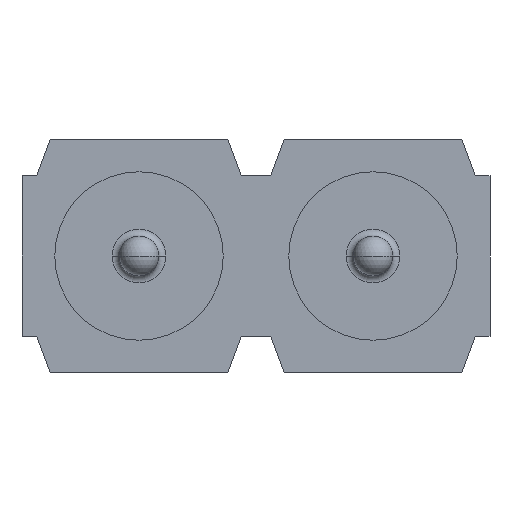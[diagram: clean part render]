
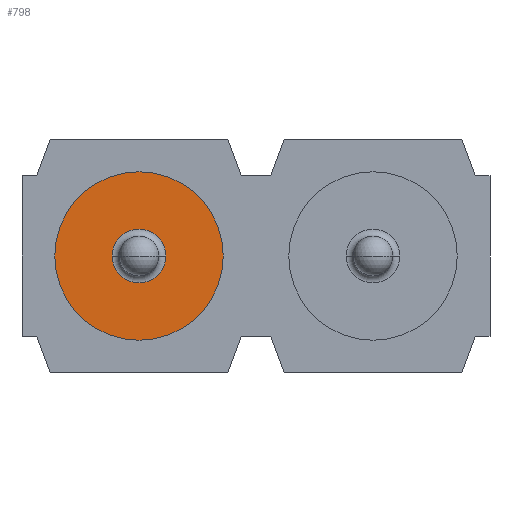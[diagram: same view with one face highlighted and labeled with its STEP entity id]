
A CAD part, front view. The second image highlights one B-rep face of the part: STEP entity #798.
In plain terms, the highlighted face is planar.
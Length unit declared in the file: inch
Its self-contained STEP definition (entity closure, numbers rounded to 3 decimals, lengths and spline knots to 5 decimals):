
#20 = DIRECTION ( 'NONE',  ( 0., -1., 0. ) ) ;
#144 = CARTESIAN_POINT ( 'NONE',  ( 0.069, 0.036, 0. ) ) ;
#276 = CARTESIAN_POINT ( 'NONE',  ( 0.069, 0.0115, 0. ) ) ;
#283 = VERTEX_POINT ( 'NONE', #144 ) ;
#293 = AXIS2_PLACEMENT_3D ( 'NONE', #1194, #1046, #825 ) ;
#332 = EDGE_LOOP ( 'NONE', ( #1568, #683 ) ) ;
#405 = VERTEX_POINT ( 'NONE', #276 ) ;
#421 = CARTESIAN_POINT ( 'NONE',  ( 0.069, -0.036, 0. ) ) ;
#529 = CIRCLE ( 'NONE', #1570, 0.0115 ) ;
#630 = AXIS2_PLACEMENT_3D ( 'NONE', #642, #1150, #20 ) ;
#642 = CARTESIAN_POINT ( 'NONE',  ( 0.069, 0., 0. ) ) ;
#649 = PLANE ( 'NONE',  #1268 ) ;
#657 = ORIENTED_EDGE ( 'NONE', *, *, #1307, .T. ) ;
#673 = DIRECTION ( 'NONE',  ( -1., 0., 0. ) ) ;
#683 = ORIENTED_EDGE ( 'NONE', *, *, #1382, .F. ) ;
#798 = ADVANCED_FACE ( 'NONE', ( #1383, #1027 ), #649, .F. ) ;
#805 = ORIENTED_EDGE ( 'NONE', *, *, #1591, .T. ) ;
#825 = DIRECTION ( 'NONE',  ( 0., -1., 0. ) ) ;
#833 = DIRECTION ( 'NONE',  ( 0., -1., 0. ) ) ;
#877 = AXIS2_PLACEMENT_3D ( 'NONE', #1278, #1374, #1270 ) ;
#888 = EDGE_CURVE ( 'NONE', #942, #405, #1394, .T. ) ;
#917 = CARTESIAN_POINT ( 'NONE',  ( 0.069, 0.036, 0. ) ) ;
#942 = VERTEX_POINT ( 'NONE', #1540 ) ;
#949 = CARTESIAN_POINT ( 'NONE',  ( 0.069, 0., 0. ) ) ;
#957 = VERTEX_POINT ( 'NONE', #421 ) ;
#971 = EDGE_LOOP ( 'NONE', ( #805, #657 ) ) ;
#1027 = FACE_OUTER_BOUND ( 'NONE', #971, .T. ) ;
#1034 = CIRCLE ( 'NONE', #877, 0.036 ) ;
#1046 = DIRECTION ( 'NONE',  ( -1., 0., 0. ) ) ;
#1150 = DIRECTION ( 'NONE',  ( -1., 0., 0. ) ) ;
#1194 = CARTESIAN_POINT ( 'NONE',  ( 0.069, 0., 0. ) ) ;
#1262 = DIRECTION ( 'NONE',  ( 0., 1., 0. ) ) ;
#1268 = AXIS2_PLACEMENT_3D ( 'NONE', #917, #1612, #1262 ) ;
#1270 = DIRECTION ( 'NONE',  ( 0., -1., 0. ) ) ;
#1278 = CARTESIAN_POINT ( 'NONE',  ( 0.069, 0., 0. ) ) ;
#1293 = CIRCLE ( 'NONE', #630, 0.036 ) ;
#1307 = EDGE_CURVE ( 'NONE', #283, #957, #1293, .T. ) ;
#1374 = DIRECTION ( 'NONE',  ( -1., 0., 0. ) ) ;
#1382 = EDGE_CURVE ( 'NONE', #405, #942, #529, .T. ) ;
#1383 = FACE_BOUND ( 'NONE', #332, .T. ) ;
#1394 = CIRCLE ( 'NONE', #293, 0.0115 ) ;
#1540 = CARTESIAN_POINT ( 'NONE',  ( 0.069, -0.0115, 0. ) ) ;
#1568 = ORIENTED_EDGE ( 'NONE', *, *, #888, .F. ) ;
#1570 = AXIS2_PLACEMENT_3D ( 'NONE', #949, #673, #833 ) ;
#1591 = EDGE_CURVE ( 'NONE', #957, #283, #1034, .T. ) ;
#1612 = DIRECTION ( 'NONE',  ( 1., 0., 0. ) ) ;
